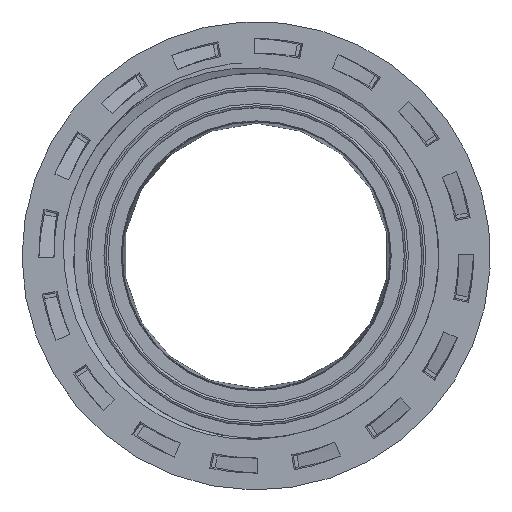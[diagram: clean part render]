
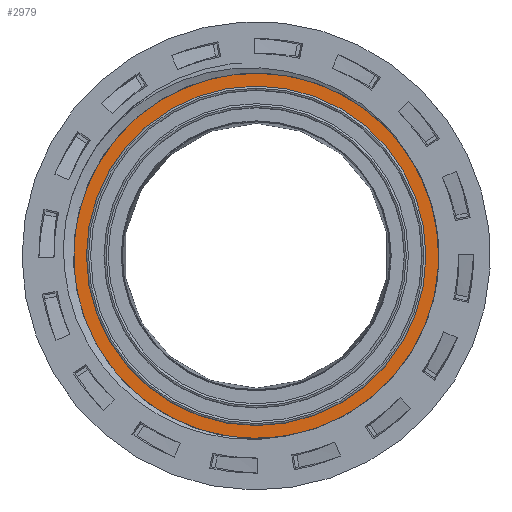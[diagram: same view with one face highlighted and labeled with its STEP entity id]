
A CAD part, front view. The second image highlights one B-rep face of the part: STEP entity #2979.
In plain terms, the highlighted planar face has unit normal (0, -1, 0).
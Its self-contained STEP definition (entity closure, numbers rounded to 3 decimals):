
#857=PLANE('',#9345);
#1268=LINE('',#13467,#1907);
#1269=LINE('',#13473,#1908);
#1270=LINE('',#13477,#1909);
#1271=LINE('',#13481,#1910);
#1272=LINE('',#13485,#1911);
#1273=LINE('',#13491,#1912);
#1907=VECTOR('',#10344,1.);
#1908=VECTOR('',#10349,1.);
#1909=VECTOR('',#10352,1.);
#1910=VECTOR('',#10355,1.);
#1911=VECTOR('',#10358,1.);
#1912=VECTOR('',#10363,1.);
#2979=ADVANCED_FACE('',(#3488,#3489),#857,.F.);
#3488=FACE_BOUND('',#3749,.T.);
#3489=FACE_BOUND('',#3750,.T.);
#3749=EDGE_LOOP('',(#4779,#4780,#4781,#4782,#4783,#4784,#4785,#4786,#4787,
#4788,#4789,#4790,#4791,#4792));
#3750=EDGE_LOOP('',(#4793));
#4779=ORIENTED_EDGE('',*,*,#7915,.F.);
#4780=ORIENTED_EDGE('',*,*,#7916,.T.);
#4781=ORIENTED_EDGE('',*,*,#7917,.T.);
#4782=ORIENTED_EDGE('',*,*,#7918,.T.);
#4783=ORIENTED_EDGE('',*,*,#7919,.F.);
#4784=ORIENTED_EDGE('',*,*,#7920,.F.);
#4785=ORIENTED_EDGE('',*,*,#7921,.T.);
#4786=ORIENTED_EDGE('',*,*,#7922,.T.);
#4787=ORIENTED_EDGE('',*,*,#7923,.F.);
#4788=ORIENTED_EDGE('',*,*,#7924,.F.);
#4789=ORIENTED_EDGE('',*,*,#7925,.T.);
#4790=ORIENTED_EDGE('',*,*,#7926,.T.);
#4791=ORIENTED_EDGE('',*,*,#7927,.T.);
#4792=ORIENTED_EDGE('',*,*,#7928,.F.);
#4793=ORIENTED_EDGE('',*,*,#7929,.F.);
#6958=VERTEX_POINT('',#13465);
#6959=VERTEX_POINT('',#13466);
#6960=VERTEX_POINT('',#13468);
#6961=VERTEX_POINT('',#13470);
#6962=VERTEX_POINT('',#13472);
#6963=VERTEX_POINT('',#13474);
#6964=VERTEX_POINT('',#13476);
#6965=VERTEX_POINT('',#13478);
#6966=VERTEX_POINT('',#13480);
#6967=VERTEX_POINT('',#13482);
#6968=VERTEX_POINT('',#13484);
#6969=VERTEX_POINT('',#13486);
#6970=VERTEX_POINT('',#13488);
#6971=VERTEX_POINT('',#13490);
#6972=VERTEX_POINT('',#13493);
#7915=EDGE_CURVE('',#6958,#6959,#8961,.T.);
#7916=EDGE_CURVE('',#6958,#6960,#1268,.T.);
#7917=EDGE_CURVE('',#6960,#6961,#8962,.T.);
#7918=EDGE_CURVE('',#6961,#6962,#8963,.T.);
#7919=EDGE_CURVE('',#6963,#6962,#1269,.T.);
#7920=EDGE_CURVE('',#6964,#6963,#8964,.T.);
#7921=EDGE_CURVE('',#6964,#6965,#1270,.T.);
#7922=EDGE_CURVE('',#6965,#6966,#8965,.T.);
#7923=EDGE_CURVE('',#6967,#6966,#1271,.T.);
#7924=EDGE_CURVE('',#6968,#6967,#8966,.T.);
#7925=EDGE_CURVE('',#6968,#6969,#1272,.T.);
#7926=EDGE_CURVE('',#6969,#6970,#8967,.T.);
#7927=EDGE_CURVE('',#6970,#6971,#8968,.T.);
#7928=EDGE_CURVE('',#6959,#6971,#1273,.T.);
#7929=EDGE_CURVE('',#6972,#6972,#8969,.T.);
#8961=CIRCLE('',#9336,22.44);
#8962=CIRCLE('',#9337,1.);
#8963=CIRCLE('',#9338,1.);
#8964=CIRCLE('',#9339,22.44);
#8965=CIRCLE('',#9340,1.);
#8966=CIRCLE('',#9341,22.44);
#8967=CIRCLE('',#9342,1.);
#8968=CIRCLE('',#9343,1.);
#8969=CIRCLE('',#9344,20.842);
#9336=AXIS2_PLACEMENT_3D('',#13464,#10342,#10343);
#9337=AXIS2_PLACEMENT_3D('',#13469,#10345,#10346);
#9338=AXIS2_PLACEMENT_3D('',#13471,#10347,#10348);
#9339=AXIS2_PLACEMENT_3D('',#13475,#10350,#10351);
#9340=AXIS2_PLACEMENT_3D('',#13479,#10353,#10354);
#9341=AXIS2_PLACEMENT_3D('',#13483,#10356,#10357);
#9342=AXIS2_PLACEMENT_3D('',#13487,#10359,#10360);
#9343=AXIS2_PLACEMENT_3D('',#13489,#10361,#10362);
#9344=AXIS2_PLACEMENT_3D('',#13492,#10364,#10365);
#9345=AXIS2_PLACEMENT_3D('',#13494,#10366,#10367);
#10342=DIRECTION('',(0.,1.,0.));
#10343=DIRECTION('',(0.,0.,1.));
#10344=DIRECTION('',(-0.5,0.,-0.866));
#10345=DIRECTION('',(0.,-1.,0.));
#10346=DIRECTION('',(-0.866,0.,0.5));
#10347=DIRECTION('',(0.,-1.,0.));
#10348=DIRECTION('',(-0.866,0.,0.5));
#10349=DIRECTION('',(-0.5,0.,-0.866));
#10350=DIRECTION('',(0.,1.,0.));
#10351=DIRECTION('',(0.,0.,1.));
#10352=DIRECTION('',(1.,0.,0.));
#10353=DIRECTION('',(0.,-1.,0.));
#10354=DIRECTION('',(0.,0.,-1.));
#10355=DIRECTION('',(1.,0.,0.));
#10356=DIRECTION('',(0.,1.,0.));
#10357=DIRECTION('',(0.,0.,1.));
#10358=DIRECTION('',(-0.5,0.,0.866));
#10359=DIRECTION('',(0.,-1.,0.));
#10360=DIRECTION('',(0.866,0.,0.5));
#10361=DIRECTION('',(0.,-1.,0.));
#10362=DIRECTION('',(0.866,0.,0.5));
#10363=DIRECTION('',(-0.5,0.,0.866));
#10364=DIRECTION('',(0.,-1.,0.));
#10365=DIRECTION('',(0.,0.,1.));
#10366=DIRECTION('',(0.,1.,0.));
#10367=DIRECTION('',(0.,0.,-1.));
#13464=CARTESIAN_POINT('',(-2197.486,-4.22,0.));
#13465=CARTESIAN_POINT('',(-2209.56,-4.22,-18.914));
#13466=CARTESIAN_POINT('',(-2209.56,-4.22,18.914));
#13467=CARTESIAN_POINT('',(-2198.352,-4.22,0.5));
#13468=CARTESIAN_POINT('',(-2209.872,-4.22,-19.453));
#13469=CARTESIAN_POINT('',(-2209.006,-4.22,-19.953));
#13470=CARTESIAN_POINT('',(-2209.506,-4.22,-20.819));
#13471=CARTESIAN_POINT('',(-2209.006,-4.22,-19.953));
#13472=CARTESIAN_POINT('',(-2208.14,-4.22,-20.453));
#13473=CARTESIAN_POINT('',(-2196.62,-4.22,-0.5));
#13474=CARTESIAN_POINT('',(-2207.828,-4.22,-19.914));
#13475=CARTESIAN_POINT('',(-2197.486,-4.22,0.));
#13476=CARTESIAN_POINT('',(-2175.068,-4.22,-1.));
#13477=CARTESIAN_POINT('',(-2197.486,-4.22,-1.));
#13478=CARTESIAN_POINT('',(-2174.446,-4.22,-1.));
#13479=CARTESIAN_POINT('',(-2174.446,-4.22,0.));
#13480=CARTESIAN_POINT('',(-2174.446,-4.22,1.));
#13481=CARTESIAN_POINT('',(-2197.486,-4.22,1.));
#13482=CARTESIAN_POINT('',(-2175.068,-4.22,1.));
#13483=CARTESIAN_POINT('',(-2197.486,-4.22,0.));
#13484=CARTESIAN_POINT('',(-2207.828,-4.22,19.914));
#13485=CARTESIAN_POINT('',(-2196.62,-4.22,0.5));
#13486=CARTESIAN_POINT('',(-2208.14,-4.22,20.453));
#13487=CARTESIAN_POINT('',(-2209.006,-4.22,19.953));
#13488=CARTESIAN_POINT('',(-2209.506,-4.22,20.819));
#13489=CARTESIAN_POINT('',(-2209.006,-4.22,19.953));
#13490=CARTESIAN_POINT('',(-2209.872,-4.22,19.453));
#13491=CARTESIAN_POINT('',(-2198.352,-4.22,-0.5));
#13492=CARTESIAN_POINT('',(-2197.486,-4.22,0.));
#13493=CARTESIAN_POINT('',(-2197.486,-4.22,20.842));
#13494=CARTESIAN_POINT('',(-2197.486,-4.22,0.));
